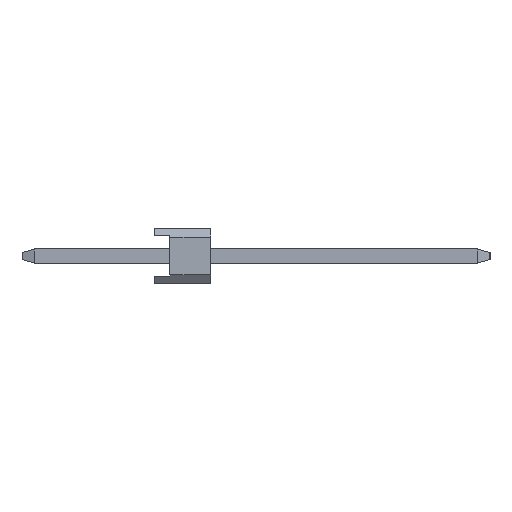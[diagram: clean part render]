
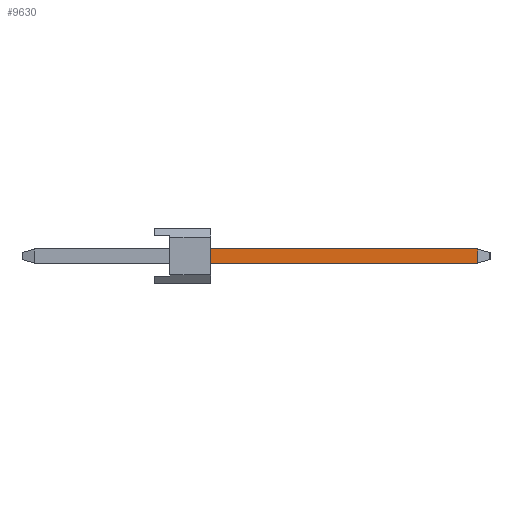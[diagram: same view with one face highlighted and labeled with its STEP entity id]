
A CAD part, left-side view. The second image highlights one B-rep face of the part: STEP entity #9630.
In plain terms, the highlighted planar face has unit normal (-1, 0, 0).
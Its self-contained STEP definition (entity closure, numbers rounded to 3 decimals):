
#7362=VERTEX_POINT('',#19801);
#9160=EDGE_CURVE('',#7362,#12552,#21771,.T.);
#9630=ADVANCED_FACE('',(#22287),#22288,.T.);
#11238=EDGE_CURVE('',#12688,#7362,#24078,.T.);
#11296=VERTEX_POINT('',#24145);
#11410=EDGE_CURVE('',#12552,#11296,#24274,.T.);
#12188=EDGE_CURVE('',#11296,#12688,#25127,.T.);
#12552=VERTEX_POINT('',#25516);
#12688=VERTEX_POINT('',#25665);
#19801=CARTESIAN_POINT('',(-49.85,-2.54,-0.32));
#21771=LINE('',#36861,#36862);
#22287=FACE_OUTER_BOUND('',#37598,.T.);
#22288=PLANE('',#37599);
#24078=LINE('',#40218,#40219);
#24145=CARTESIAN_POINT('',(-49.85,-14.594,0.32));
#24274=LINE('',#40474,#40475);
#25127=LINE('',#41717,#41718);
#25516=CARTESIAN_POINT('',(-49.85,-2.54,0.32));
#25665=CARTESIAN_POINT('',(-49.85,-14.594,-0.32));
#36861=CARTESIAN_POINT('',(-49.85,-2.54,0.252));
#36862=VECTOR('',#54887,1.0);
#37598=EDGE_LOOP('',(#55385,#55386,#55387,#55388));
#37599=AXIS2_PLACEMENT_3D('',#55389,#55390,#55391);
#40218=CARTESIAN_POINT('',(-49.85,5.414,-0.32));
#40219=VECTOR('',#57452,1.0);
#40474=CARTESIAN_POINT('',(-49.85,-4.59,0.32));
#40475=VECTOR('',#57680,1.0);
#41717=CARTESIAN_POINT('',(-49.85,-14.594,0.5));
#41718=VECTOR('',#58499,1.0);
#54887=DIRECTION('',(0.,0.,1.0));
#55385=ORIENTED_EDGE('',*,*,#9160,.F.);
#55386=ORIENTED_EDGE('',*,*,#11238,.F.);
#55387=ORIENTED_EDGE('',*,*,#12188,.F.);
#55388=ORIENTED_EDGE('',*,*,#11410,.F.);
#55389=CARTESIAN_POINT('',(-49.85,5.414,0.5));
#55390=DIRECTION('',(-1.0,0.,0.));
#55391=DIRECTION('',(0.,1.0,0.));
#57452=DIRECTION('',(0.,1.0,0.));
#57680=DIRECTION('',(0.,-1.0,0.));
#58499=DIRECTION('',(0.0,0.,-1.0));
